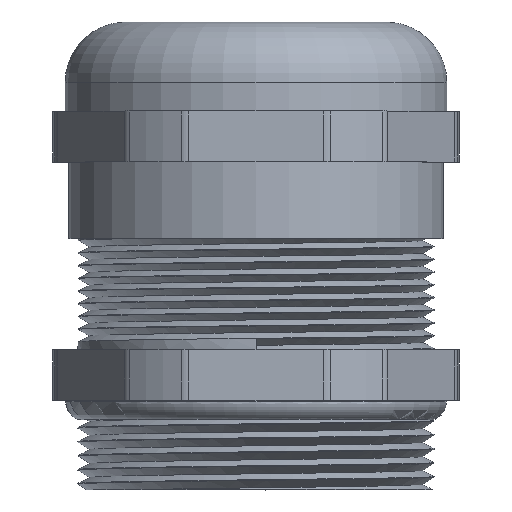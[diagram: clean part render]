
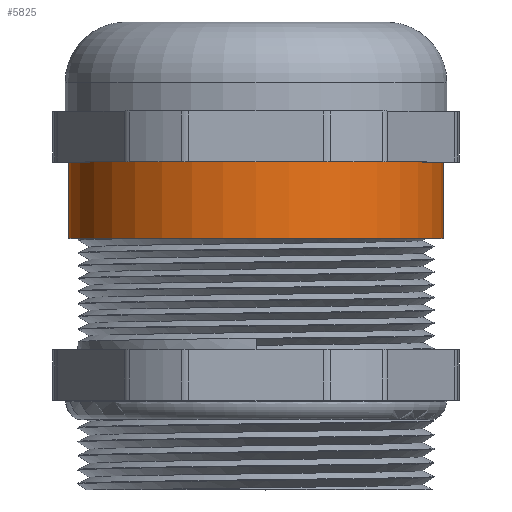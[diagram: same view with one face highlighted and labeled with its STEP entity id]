
A CAD part, top view. The second image highlights one B-rep face of the part: STEP entity #5825.
In plain terms, the highlighted cylindrical face has radius 14.75 mm (diameter 29.5 mm), a full revolution.
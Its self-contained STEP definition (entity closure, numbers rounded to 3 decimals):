
#75 = CYLINDRICAL_SURFACE ( 'NONE', #3538, 14.75 ) ;
#78 = FACE_OUTER_BOUND ( 'NONE', #383, .T. ) ;
#79 = FACE_OUTER_BOUND ( 'NONE', #398, .T. ) ;
#383 = EDGE_LOOP ( 'NONE', ( #2930 ) ) ;
#398 = EDGE_LOOP ( 'NONE', ( #2935 ) ) ;
#416 = EDGE_CURVE ( 'NONE', #1725, #1725, #1206, .T. ) ;
#427 = EDGE_CURVE ( 'NONE', #1720, #1720, #1488, .T. ) ;
#1017 = DIRECTION ( 'NONE',  ( 0., 1., 0. ) ) ;
#1018 = CARTESIAN_POINT ( 'NONE',  ( 0., 19.75, 0. ) ) ;
#1019 = DIRECTION ( 'NONE',  ( 0., 0., 1. ) ) ;
#1050 = DIRECTION ( 'NONE',  ( 0., 1., 0. ) ) ;
#1051 = CARTESIAN_POINT ( 'NONE',  ( 0., 25.75, 0. ) ) ;
#1056 = DIRECTION ( 'NONE',  ( 0., 0., 1. ) ) ;
#1206 = CIRCLE ( 'NONE', #1332, 14.75 ) ;
#1332 = AXIS2_PLACEMENT_3D ( 'NONE', #1051, #1050, #1056 ) ;
#1459 = AXIS2_PLACEMENT_3D ( 'NONE', #1018, #1017, #1019 ) ;
#1488 = CIRCLE ( 'NONE', #1459, 14.75 ) ;
#1720 = VERTEX_POINT ( 'NONE', #5117 ) ;
#1725 = VERTEX_POINT ( 'NONE', #5123 ) ;
#2930 = ORIENTED_EDGE ( 'NONE', *, *, #427, .T. ) ;
#2935 = ORIENTED_EDGE ( 'NONE', *, *, #416, .F. ) ;
#3538 = AXIS2_PLACEMENT_3D ( 'NONE', #4991, #5024, #5002 ) ;
#4991 = CARTESIAN_POINT ( 'NONE',  ( 0., 25.75, 0. ) ) ;
#5002 = DIRECTION ( 'NONE',  ( 0., 0., -1. ) ) ;
#5024 = DIRECTION ( 'NONE',  ( 0., -1., 0. ) ) ;
#5117 = CARTESIAN_POINT ( 'NONE',  ( 0., 19.75, 14.75 ) ) ;
#5123 = CARTESIAN_POINT ( 'NONE',  ( 0., 25.75, 14.75 ) ) ;
#5825 = ADVANCED_FACE ( 'NONE', ( #79, #78 ), #75, .T. ) ;
